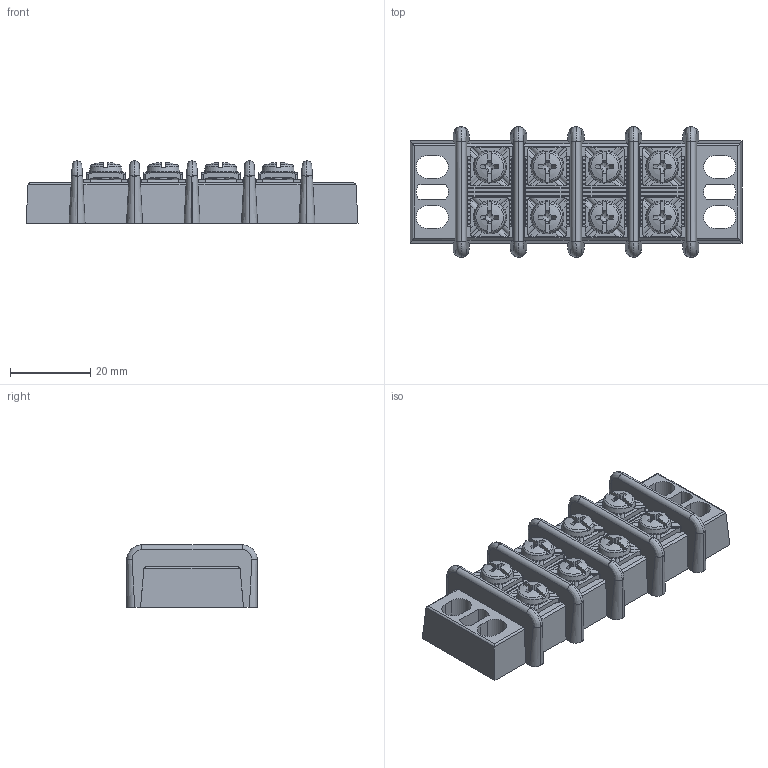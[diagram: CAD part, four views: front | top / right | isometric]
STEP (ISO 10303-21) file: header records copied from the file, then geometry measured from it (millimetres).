
FILE_DESCRIPTION( ( 'Unknown' ), '1' );
FILE_NAME( 'BT68-M04--.stp', 'Unknown', ( 'Unknown' ), ( 'Unknown' ), 'XStep 1.0', 'Unknown', ' ' );
FILE_SCHEMA( ( 'CONFIG_CONTROL_DESIGN' ) );
Length unit declared in the file: millimetre
Products named in the file (1): 1
Bounding box: 82.6 x 32.5 x 15.5 mm (x, y, z)
Volume: 23821.3 mm3; surface area: 12319 mm2
Topology: 1 solids, 1 shells, 1295 faces, 3765 edges, 2412 vertices
Faces by surface type: plane 569, bspline 338, cylinder 300, cone 48, torus 24, sphere 16
Full cylindrical faces by diameter (mm): 3.5 x8
Entity records: 61401 total; most frequent: CARTESIAN_POINT 30835, ORIENTED_EDGE 7258, DIRECTION 5124, EDGE_CURVE 3629, VERTEX_POINT 2380, AXIS2_PLACEMENT_3D 1762, LINE 1600, VECTOR 1600
